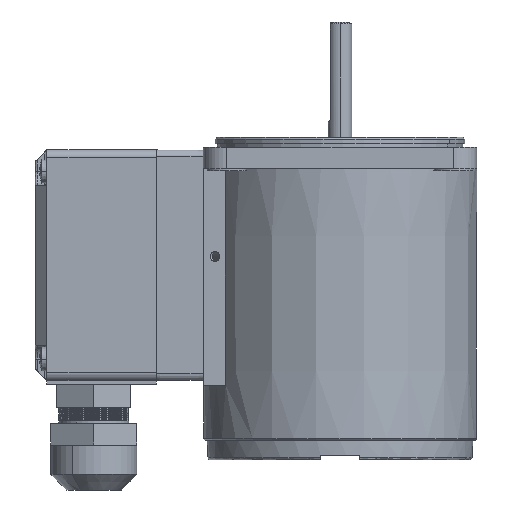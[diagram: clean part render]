
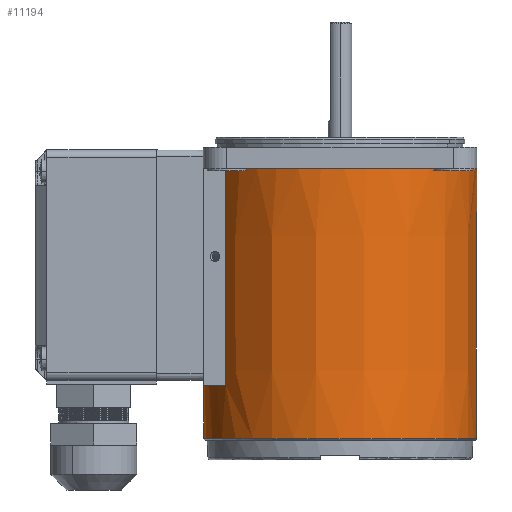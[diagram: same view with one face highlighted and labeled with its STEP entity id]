
A CAD part, left-side view. The second image highlights one B-rep face of the part: STEP entity #11194.
In plain terms, the highlighted conical face has half-angle 0.1 degrees and reference radius 34.869 mm.
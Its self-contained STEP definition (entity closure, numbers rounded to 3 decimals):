
#11119 = VERTEX_POINT ( 'NONE', #24648 ) ;
#11120 = EDGE_CURVE ( 'NONE', #11197, #11201, #24666, .T. ) ;
#11121 = ORIENTED_EDGE ( 'NONE', *, *, #11196, .T. ) ;
#11130 = ORIENTED_EDGE ( 'NONE', *, *, #11179, .T. ) ;
#11133 = VERTEX_POINT ( 'NONE', #24700 ) ;
#11134 = VERTEX_POINT ( 'NONE', #24692 ) ;
#11135 = EDGE_CURVE ( 'NONE', #11134, #11133, #24738, .T. ) ;
#11137 = EDGE_CURVE ( 'NONE', #11119, #11133, #24681, .T. ) ;
#11139 = ORIENTED_EDGE ( 'NONE', *, *, #11137, .F. ) ;
#11174 = VERTEX_POINT ( 'NONE', #24788 ) ;
#11175 = ORIENTED_EDGE ( 'NONE', *, *, #11188, .T. ) ;
#11178 = ORIENTED_EDGE ( 'NONE', *, *, #11120, .T. ) ;
#11179 = EDGE_CURVE ( 'NONE', #11201, #11134, #24777, .T. ) ;
#11184 = ORIENTED_EDGE ( 'NONE', *, *, #11135, .T. ) ;
#11188 = EDGE_CURVE ( 'NONE', #11174, #11197, #24782, .T. ) ;
#11193 = EDGE_LOOP ( 'NONE', ( #11121, #11175, #11178, #11130, #11184, #11139 ) ) ;
#11194 = ADVANCED_FACE ( 'NONE', ( #24809 ), #24808, .T. ) ;
#11196 = EDGE_CURVE ( 'NONE', #11119, #11174, #24807, .T. ) ;
#11197 = VERTEX_POINT ( 'NONE', #24784 ) ;
#11201 = VERTEX_POINT ( 'NONE', #24855 ) ;
#24648 = CARTESIAN_POINT ( 'NONE',  ( 34.869, 0., -75.001 ) ) ;
#24661 = CARTESIAN_POINT ( 'NONE',  ( 0., 0., -6. ) ) ;
#24666 = CIRCLE ( 'NONE', #24704, 34.99 ) ;
#24681 = LINE ( 'NONE', #24731, #24730 ) ;
#24692 = CARTESIAN_POINT ( 'NONE',  ( 29.266, 19., -61.5 ) ) ;
#24700 = CARTESIAN_POINT ( 'NONE',  ( 34.893, 0., -61.5 ) ) ;
#24702 = DIRECTION ( 'NONE',  ( -1., 0., 0. ) ) ;
#24703 = DIRECTION ( 'NONE',  ( 0., 0., -1. ) ) ;
#24704 = AXIS2_PLACEMENT_3D ( 'NONE', #24661, #24703, #24702 ) ;
#24729 = DIRECTION ( 'NONE',  ( 0.002, 0., 1. ) ) ;
#24730 = VECTOR ( 'NONE', #24729, 1000. ) ;
#24731 = CARTESIAN_POINT ( 'NONE',  ( 34.869, 0., -75.001 ) ) ;
#24734 = DIRECTION ( 'NONE',  ( -1., 0., 0. ) ) ;
#24735 = DIRECTION ( 'NONE',  ( 0., 0., -1. ) ) ;
#24736 = CARTESIAN_POINT ( 'NONE',  ( 0., 0., -61.5 ) ) ;
#24737 = AXIS2_PLACEMENT_3D ( 'NONE', #24736, #24735, #24734 ) ;
#24738 = CIRCLE ( 'NONE', #24737, 34.893 ) ;
#24777 = B_SPLINE_CURVE_WITH_KNOTS ( 'NONE', 3,
 ( #24830, #24829, #24828, #24827, #24826, #24825, #24824 ),
 .UNSPECIFIED., .F., .F.,
 ( 4, 3, 4 ),
 ( 0.123, 0.171, 0.178 ),
 .UNSPECIFIED. ) ;
#24782 = LINE ( 'NONE', #24832, #24820 ) ;
#24784 = CARTESIAN_POINT ( 'NONE',  ( -34.99, 0., -6. ) ) ;
#24788 = CARTESIAN_POINT ( 'NONE',  ( -34.869, 0., -75.001 ) ) ;
#24802 = DIRECTION ( 'NONE',  ( 1., 0., 0. ) ) ;
#24803 = DIRECTION ( 'NONE',  ( 0., 0., 1. ) ) ;
#24804 = CARTESIAN_POINT ( 'NONE',  ( 0., 0., -75.001 ) ) ;
#24805 = AXIS2_PLACEMENT_3D ( 'NONE', #24804, #24803, #24802 ) ;
#24807 = CIRCLE ( 'NONE', #24863, 34.869 ) ;
#24808 = CONICAL_SURFACE ( 'NONE', #24805, 34.869, 0.002 ) ;
#24809 = FACE_OUTER_BOUND ( 'NONE', #11193, .T. ) ;
#24810 = CARTESIAN_POINT ( 'NONE',  ( 0., 0., -75.001 ) ) ;
#24820 = VECTOR ( 'NONE', #24831, 1000. ) ;
#24824 = CARTESIAN_POINT ( 'NONE',  ( 29.266, 19., -61.5 ) ) ;
#24825 = CARTESIAN_POINT ( 'NONE',  ( 29.271, 19., -59.186 ) ) ;
#24826 = CARTESIAN_POINT ( 'NONE',  ( 29.276, 19., -56.871 ) ) ;
#24827 = CARTESIAN_POINT ( 'NONE',  ( 29.28, 19., -54.557 ) ) ;
#24828 = CARTESIAN_POINT ( 'NONE',  ( 29.314, 19., -38.371 ) ) ;
#24829 = CARTESIAN_POINT ( 'NONE',  ( 29.348, 19., -22.186 ) ) ;
#24830 = CARTESIAN_POINT ( 'NONE',  ( 29.381, 19., -6. ) ) ;
#24831 = DIRECTION ( 'NONE',  ( -0.002, 0., 1. ) ) ;
#24832 = CARTESIAN_POINT ( 'NONE',  ( -34.869, 0., -75.001 ) ) ;
#24855 = CARTESIAN_POINT ( 'NONE',  ( 29.381, 19., -6. ) ) ;
#24861 = DIRECTION ( 'NONE',  ( 1., 0., 0. ) ) ;
#24862 = DIRECTION ( 'NONE',  ( 0., 0., 1. ) ) ;
#24863 = AXIS2_PLACEMENT_3D ( 'NONE', #24810, #24862, #24861 ) ;
